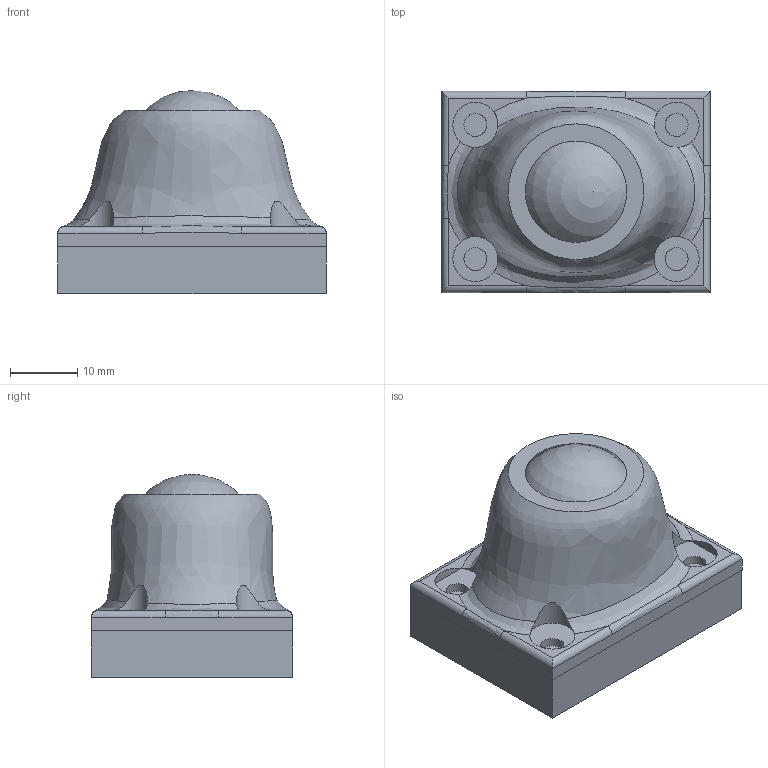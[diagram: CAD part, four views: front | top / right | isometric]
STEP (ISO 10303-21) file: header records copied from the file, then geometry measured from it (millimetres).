
FILE_DESCRIPTION(('FreeCAD Model'),'2;1');
FILE_NAME('Open CASCADE Shape Model','2025-10-03T14:58:42',('Author'),( ''),'Open CASCADE STEP processor 7.8','FreeCAD','Unknown');
FILE_SCHEMA(('AUTOMOTIVE_DESIGN { 1 0 10303 214 1 1 1 1 }'));
Length unit declared in the file: millimetre
Products named in the file (5): Unnamed; Assembly 1; Roller_Sphere; Roller_Housing; LiftPad
Assembly tree (4 placements, depth 3):
  Unnamed
    Assembly 1
      Roller_Sphere
      Roller_Housing
    LiftPad
Bounding box: 40 x 30 x 30.3 mm (x, y, z)
Volume: 21185.6 mm3; surface area: 9461.9 mm2
Topology: 3 solids, 3 shells, 47 faces, 121 edges, 74 vertices
Faces by surface type: plane 16, cylinder 16, bspline 9, cone 4, sphere 2
Full cylindrical faces by diameter (mm): 3.4 x4
Entity records: 1953 total; most frequent: CARTESIAN_POINT 799, ORIENTED_EDGE 234, DIRECTION 198, EDGE_CURVE 117, AXIS2_PLACEMENT_3D 81, VERTEX_POINT 73, FACE_BOUND 52, EDGE_LOOP 51
